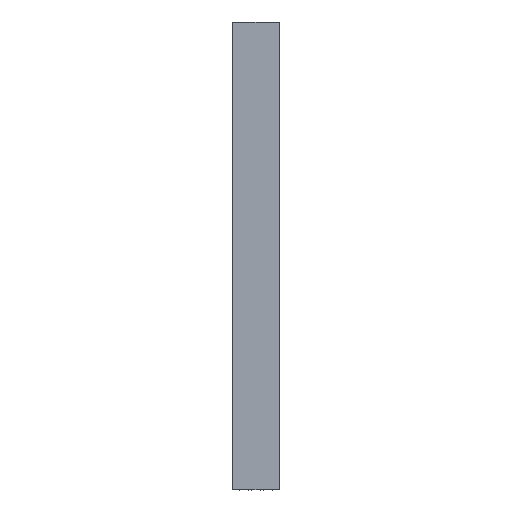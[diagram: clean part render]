
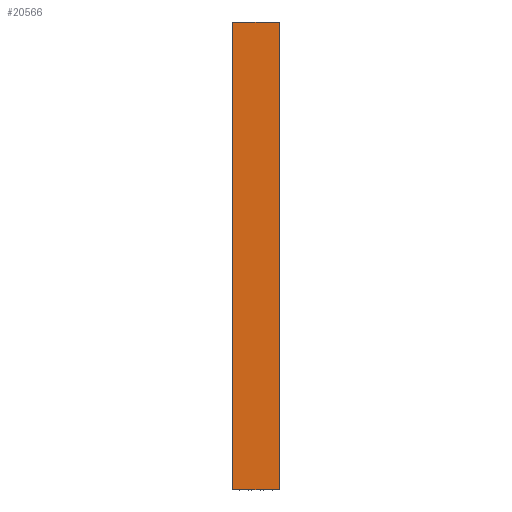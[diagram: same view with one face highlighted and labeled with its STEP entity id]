
A CAD part, front view. The second image highlights one B-rep face of the part: STEP entity #20566.
In plain terms, the highlighted planar face has unit normal (0, -1, 0).
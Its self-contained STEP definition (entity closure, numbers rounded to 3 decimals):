
#17506=DIRECTION('',(-1.,0.,0.));
#17507=VECTOR('',#17506,22.);
#17508=CARTESIAN_POINT('',(15.489,-0.2,
0.6));
#17509=LINE('',#17508,#17507);
#17513=DIRECTION('',(1.,0.,0.));
#17514=VECTOR('',#17513,22.);
#17515=CARTESIAN_POINT('',(-6.511,-0.2,220.));
#17516=LINE('',#17515,#17514);
#17520=DIRECTION('',(0.,0.,-1.));
#17521=VECTOR('',#17520,219.4);
#17522=CARTESIAN_POINT('',(15.489,-0.2,220.));
#17523=LINE('',#17522,#17521);
#19530=DIRECTION('',(0.,0.,-1.));
#19531=VECTOR('',#19530,219.4);
#19532=CARTESIAN_POINT('',(-6.511,-0.2,220.));
#19533=LINE('',#19532,#19531);
#19815=CARTESIAN_POINT('',(-6.511,-0.2,220.));
#19816=CARTESIAN_POINT('',(15.489,-0.2,220.));
#19817=VERTEX_POINT('',#19815);
#19818=VERTEX_POINT('',#19816);
#20187=CARTESIAN_POINT('',(15.489,-0.2,
0.6));
#20188=CARTESIAN_POINT('',(-6.511,-0.2,
0.6));
#20189=VERTEX_POINT('',#20187);
#20190=VERTEX_POINT('',#20188);
#20552=CARTESIAN_POINT('',(0.,-0.2,220.));
#20553=DIRECTION('',(0.,1.,0.));
#20554=DIRECTION('',(-1.,0.,0.));
#20555=AXIS2_PLACEMENT_3D('',#20552,#20553,#20554);
#20556=PLANE('',#20555);
#20558=ORIENTED_EDGE('',*,*,#20557,.T.);
#20560=ORIENTED_EDGE('',*,*,#20559,.F.);
#20561=ORIENTED_EDGE('',*,*,#20352,.T.);
#20563=ORIENTED_EDGE('',*,*,#20562,.T.);
#20564=EDGE_LOOP('',(#20558,#20560,#20561,#20563));
#20565=FACE_OUTER_BOUND('',#20564,.F.);
#20352=EDGE_CURVE('',#19817,#19818,#17516,.T.);
#20557=EDGE_CURVE('',#20189,#20190,#17509,.T.);
#20559=EDGE_CURVE('',#19817,#20190,#19533,.T.);
#20562=EDGE_CURVE('',#19818,#20189,#17523,.T.);
#20566=ADVANCED_FACE('',(#20565),#20556,.F.);
